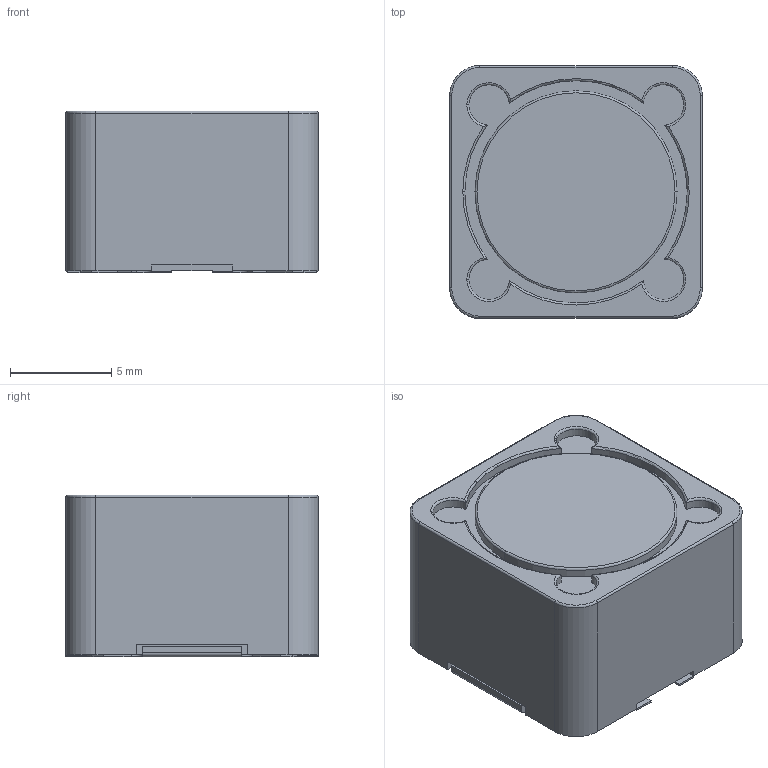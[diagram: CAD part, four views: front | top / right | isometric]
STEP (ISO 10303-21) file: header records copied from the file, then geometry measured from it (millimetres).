
FILE_DESCRIPTION(('FreeCAD Model'),'2;1');
FILE_NAME( 'User Library-DR127-1.step', '2018-07-28T19:41:01',('Author'),(''), 'Open CASCADE STEP processor 6.8','FreeCAD','Unknown');
FILE_SCHEMA(('AUTOMOTIVE_DESIGN_CC2 { 1 2 10303 214 -1 1 5 4 }'));
Length unit declared in the file: millimetre
Products named in the file (2): ASSEMBLY; User_Library-DR127-1
Assembly tree (1 placements, depth 2):
  ASSEMBLY
    User_Library-DR127-1
Bounding box: 12.5 x 12.5 x 8 mm (x, y, z)
Volume: 1198.9 mm3; surface area: 795.4 mm2
Topology: 1 solids, 1 shells, 148 faces, 403 edges, 260 vertices
Faces by surface type: plane 89, cylinder 42, torus 17
Entity records: 16592 total; most frequent: CARTESIAN_POINT 7861, DIRECTION 1333, ORIENTED_EDGE 806, PCURVE 806, DEFINITIONAL_REPRESENTATION 806, LINE 758, VECTOR 758, EDGE_CURVE 403
